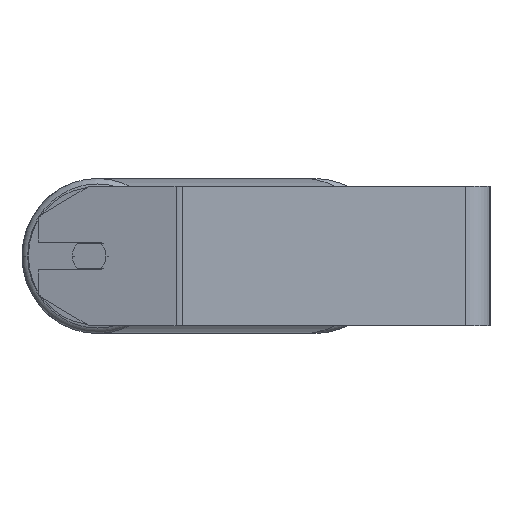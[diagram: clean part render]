
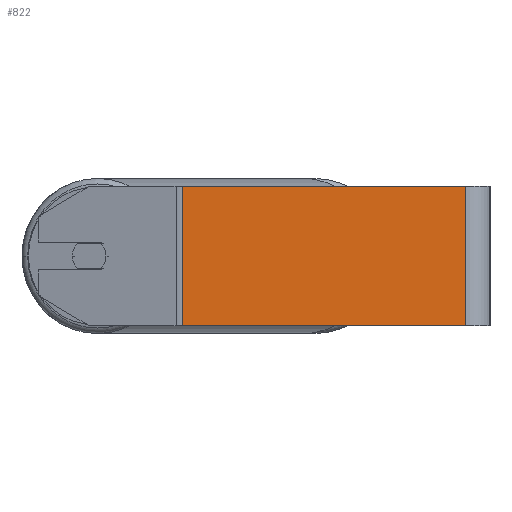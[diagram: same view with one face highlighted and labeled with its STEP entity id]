
A CAD part, left-side view. The second image highlights one B-rep face of the part: STEP entity #822.
In plain terms, the highlighted planar face has unit normal (-1, 0, 0).
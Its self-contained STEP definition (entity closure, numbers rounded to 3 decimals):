
#569 = EDGE_CURVE ( 'NONE', #8466, #7298, #5703, .T. ) ;
#726 = FACE_OUTER_BOUND ( 'NONE', #5114, .T. ) ;
#822 = ADVANCED_FACE ( 'NONE', ( #726 ), #4129, .F. ) ;
#1045 = VECTOR ( 'NONE', #1949, 1000. ) ;
#1700 = ORIENTED_EDGE ( 'NONE', *, *, #4708, .F. ) ;
#1711 = AXIS2_PLACEMENT_3D ( 'NONE', #7538, #6621, #8249 ) ;
#1899 = CARTESIAN_POINT ( 'NONE',  ( -745., 176.459, 40. ) ) ;
#1905 = CARTESIAN_POINT ( 'NONE',  ( -745., 178.302, -40. ) ) ;
#1949 = DIRECTION ( 'NONE',  ( 0., -1., 0. ) ) ;
#2154 = EDGE_CURVE ( 'NONE', #8466, #3193, #4040, .T. ) ;
#2873 = EDGE_CURVE ( 'NONE', #3193, #6442, #6673, .T. ) ;
#3193 = VERTEX_POINT ( 'NONE', #8561 ) ;
#3459 = ORIENTED_EDGE ( 'NONE', *, *, #2873, .T. ) ;
#3550 = VECTOR ( 'NONE', #8405, 1000. ) ;
#3709 = VECTOR ( 'NONE', #8078, 1000. ) ;
#4040 = LINE ( 'NONE', #8039, #3709 ) ;
#4044 = VECTOR ( 'NONE', #6178, 1000. ) ;
#4129 = PLANE ( 'NONE',  #1711 ) ;
#4708 = EDGE_CURVE ( 'NONE', #7298, #6442, #4897, .T. ) ;
#4759 = CARTESIAN_POINT ( 'NONE',  ( -745., 14., 40. ) ) ;
#4897 = LINE ( 'NONE', #4759, #4044 ) ;
#5114 = EDGE_LOOP ( 'NONE', ( #3459, #1700, #7737, #6300 ) ) ;
#5618 = CARTESIAN_POINT ( 'NONE',  ( -745., 14., 40. ) ) ;
#5703 = LINE ( 'NONE', #6185, #3550 ) ;
#6178 = DIRECTION ( 'NONE',  ( 0., 0., -1. ) ) ;
#6185 = CARTESIAN_POINT ( 'NONE',  ( -745., 178.302, 40. ) ) ;
#6300 = ORIENTED_EDGE ( 'NONE', *, *, #2154, .T. ) ;
#6442 = VERTEX_POINT ( 'NONE', #8600 ) ;
#6621 = DIRECTION ( 'NONE',  ( 1., 0., 0. ) ) ;
#6673 = LINE ( 'NONE', #1905, #1045 ) ;
#7298 = VERTEX_POINT ( 'NONE', #5618 ) ;
#7538 = CARTESIAN_POINT ( 'NONE',  ( -745., 178.302, 40. ) ) ;
#7737 = ORIENTED_EDGE ( 'NONE', *, *, #569, .F. ) ;
#8039 = CARTESIAN_POINT ( 'NONE',  ( -745., 176.459, 40. ) ) ;
#8078 = DIRECTION ( 'NONE',  ( 0., 0., -1. ) ) ;
#8249 = DIRECTION ( 'NONE',  ( 0., 0., -1. ) ) ;
#8405 = DIRECTION ( 'NONE',  ( 0., -1., 0. ) ) ;
#8466 = VERTEX_POINT ( 'NONE', #1899 ) ;
#8561 = CARTESIAN_POINT ( 'NONE',  ( -745., 176.459, -40. ) ) ;
#8600 = CARTESIAN_POINT ( 'NONE',  ( -745., 14., -40. ) ) ;
